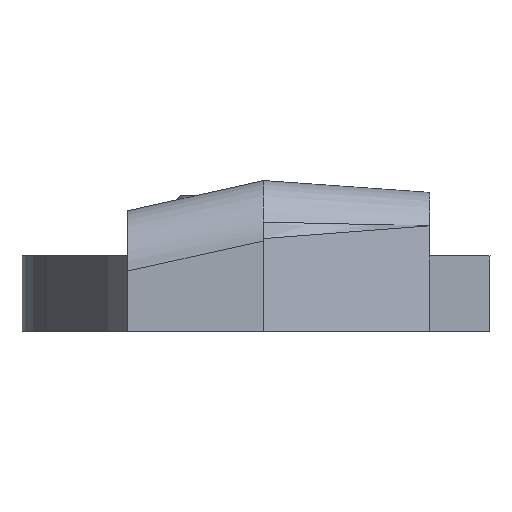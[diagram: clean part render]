
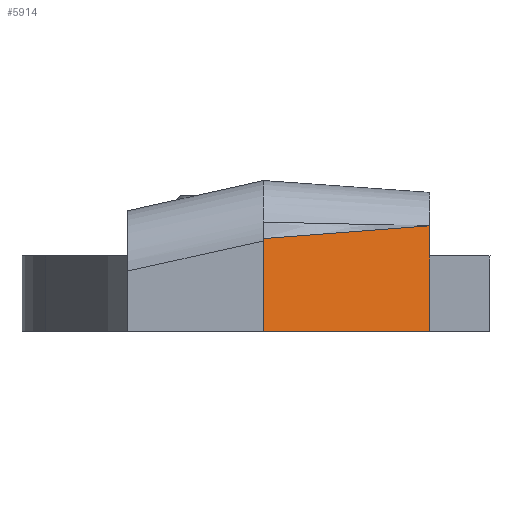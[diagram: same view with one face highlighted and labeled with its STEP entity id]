
A CAD part, left-side view. The second image highlights one B-rep face of the part: STEP entity #5914.
In plain terms, the highlighted free-form (B-spline) face has degree [1, 1] with [2, 2] control points.
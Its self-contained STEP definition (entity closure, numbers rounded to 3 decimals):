
#406 = PLANE('',#407);
#407 = AXIS2_PLACEMENT_3D('',#408,#409,#410);
#408 = CARTESIAN_POINT('',(-37.755,6.,36.928
    ));
#409 = DIRECTION('',(0.,1.,0.));
#410 = DIRECTION('',(1.,0.,0.));
#2530 = VERTEX_POINT('',#2531);
#2531 = CARTESIAN_POINT('',(-55.5,6.,
    33.));
#2545 = B_SPLINE_SURFACE_WITH_KNOTS('',1,1,(
    (#2546,#2547)
    ,(#2548,#2549
  )),.UNSPECIFIED.,.F.,.F.,.F.,(2,2),(2,2),(0.,39.999),(0.,1.),
  .PIECEWISE_BEZIER_KNOTS.);
#2546 = CARTESIAN_POINT('',(-19.,17.,
    33.));
#2547 = CARTESIAN_POINT('',(-19.,6.,
    33.));
#2548 = CARTESIAN_POINT('',(-58.999,17.,
    33.));
#2549 = CARTESIAN_POINT('',(-55.5,6.,
    33.));
#2556 = EDGE_CURVE('',#2530,#2557,#2559,.T.);
#2557 = VERTEX_POINT('',#2558);
#2558 = CARTESIAN_POINT('',(-55.5,6.,
    40.));
#2559 = SURFACE_CURVE('',#2560,(#2564,#2571),.PCURVE_S1.);
#2560 = LINE('',#2561,#2562);
#2561 = CARTESIAN_POINT('',(-55.5,6.,
    33.));
#2562 = VECTOR('',#2563,1.);
#2563 = DIRECTION('',(0.,0.,1.));
#2564 = PCURVE('',#406,#2565);
#2565 = DEFINITIONAL_REPRESENTATION('',(#2566),#2570);
#2566 = LINE('',#2567,#2568);
#2567 = CARTESIAN_POINT('',(-17.745,3.928));
#2568 = VECTOR('',#2569,1.);
#2569 = DIRECTION('',(0.,-1.));
#2570 = ( GEOMETRIC_REPRESENTATION_CONTEXT(2) 
PARAMETRIC_REPRESENTATION_CONTEXT() REPRESENTATION_CONTEXT('2D SPACE',''
  ) );
#2571 = PCURVE('',#2572,#2577);
#2572 = B_SPLINE_SURFACE_WITH_KNOTS('',1,1,(
    (#2573,#2574)
    ,(#2575,#2576
    )),.UNSPECIFIED.,.F.,.F.,.F.,(2,2),(2,2),(0.,7.),(0.,1.),
  .PIECEWISE_BEZIER_KNOTS.);
#2573 = CARTESIAN_POINT('',(-58.999,17.,
    33.));
#2574 = CARTESIAN_POINT('',(-55.5,6.,
    33.));
#2575 = CARTESIAN_POINT('',(-58.999,17.,
    39.155));
#2576 = CARTESIAN_POINT('',(-55.5,6.,
    40.));
#2577 = DEFINITIONAL_REPRESENTATION('',(#2578),#2582);
#2578 = LINE('',#2579,#2580);
#2579 = CARTESIAN_POINT('',(0.,1.));
#2580 = VECTOR('',#2581,1.);
#2581 = DIRECTION('',(1.,0.));
#2582 = ( GEOMETRIC_REPRESENTATION_CONTEXT(2) 
PARAMETRIC_REPRESENTATION_CONTEXT() REPRESENTATION_CONTEXT('2D SPACE',''
  ) );
#2600 = B_SPLINE_SURFACE_WITH_KNOTS('',1,1,(
    (#2601,#2602)
    ,(#2603,#2604
    )),.UNSPECIFIED.,.F.,.F.,.F.,(2,2),(2,2),(0.,1.3),(0.,1.),
  .PIECEWISE_BEZIER_KNOTS.);
#2601 = CARTESIAN_POINT('',(-58.999,17.,
    39.155));
#2602 = CARTESIAN_POINT('',(-55.5,6.,
    40.));
#2603 = CARTESIAN_POINT('',(-58.802,17.,
    40.244));
#2604 = CARTESIAN_POINT('',(-54.2,6.,
    40.));
#4678 = VERTEX_POINT('',#4679);
#4679 = CARTESIAN_POINT('',(-58.999,17.,
    33.));
#4715 = PLANE('',#4716);
#4716 = AXIS2_PLACEMENT_3D('',#4717,#4718,#4719);
#4717 = CARTESIAN_POINT('',(-39.659,17.,
    36.808));
#4718 = DIRECTION('',(0.,1.,0.));
#4719 = DIRECTION('',(0.,0.,1.));
#4800 = VERTEX_POINT('',#4801);
#4801 = CARTESIAN_POINT('',(-58.999,17.,
    39.091));
#4840 = PLANE('',#4841);
#4841 = AXIS2_PLACEMENT_3D('',#4842,#4843,#4844);
#4842 = CARTESIAN_POINT('',(-40.494,17.,
    36.836));
#4843 = DIRECTION('',(0.,1.,0.));
#4844 = DIRECTION('',(0.,0.,1.));
#5802 = EDGE_CURVE('',#4678,#2530,#5803,.T.);
#5803 = SURFACE_CURVE('',#5804,(#5807,#5814),.PCURVE_S1.);
#5804 = B_SPLINE_CURVE_WITH_KNOTS('',1,(#5805,#5806),.UNSPECIFIED.,.F.,
  .F.,(2,2),(0.,1.),.PIECEWISE_BEZIER_KNOTS.);
#5805 = CARTESIAN_POINT('',(-58.999,17.,
    33.));
#5806 = CARTESIAN_POINT('',(-55.5,6.,
    33.));
#5807 = PCURVE('',#2545,#5808);
#5808 = DEFINITIONAL_REPRESENTATION('',(#5809),#5813);
#5809 = LINE('',#5810,#5811);
#5810 = CARTESIAN_POINT('',(39.999,0.));
#5811 = VECTOR('',#5812,1.);
#5812 = DIRECTION('',(0.,1.));
#5813 = ( GEOMETRIC_REPRESENTATION_CONTEXT(2) 
PARAMETRIC_REPRESENTATION_CONTEXT() REPRESENTATION_CONTEXT('2D SPACE',''
  ) );
#5814 = PCURVE('',#2572,#5815);
#5815 = DEFINITIONAL_REPRESENTATION('',(#5816),#5820);
#5816 = LINE('',#5817,#5818);
#5817 = CARTESIAN_POINT('',(0.,0.));
#5818 = VECTOR('',#5819,1.);
#5819 = DIRECTION('',(0.,1.));
#5820 = ( GEOMETRIC_REPRESENTATION_CONTEXT(2) 
PARAMETRIC_REPRESENTATION_CONTEXT() REPRESENTATION_CONTEXT('2D SPACE',''
  ) );
#5852 = VERTEX_POINT('',#5853);
#5853 = CARTESIAN_POINT('',(-58.999,17.,
    39.155));
#5895 = EDGE_CURVE('',#5852,#2557,#5896,.T.);
#5896 = SURFACE_CURVE('',#5897,(#5900,#5907),.PCURVE_S1.);
#5897 = B_SPLINE_CURVE_WITH_KNOTS('',1,(#5898,#5899),.UNSPECIFIED.,.F.,
  .F.,(2,2),(0.,1.),.PIECEWISE_BEZIER_KNOTS.);
#5898 = CARTESIAN_POINT('',(-58.999,17.,
    39.155));
#5899 = CARTESIAN_POINT('',(-55.5,6.,
    40.));
#5900 = PCURVE('',#2600,#5901);
#5901 = DEFINITIONAL_REPRESENTATION('',(#5902),#5906);
#5902 = LINE('',#5903,#5904);
#5903 = CARTESIAN_POINT('',(0.,0.));
#5904 = VECTOR('',#5905,1.);
#5905 = DIRECTION('',(0.,1.));
#5906 = ( GEOMETRIC_REPRESENTATION_CONTEXT(2) 
PARAMETRIC_REPRESENTATION_CONTEXT() REPRESENTATION_CONTEXT('2D SPACE',''
  ) );
#5907 = PCURVE('',#2572,#5908);
#5908 = DEFINITIONAL_REPRESENTATION('',(#5909),#5913);
#5909 = LINE('',#5910,#5911);
#5910 = CARTESIAN_POINT('',(7.,0.));
#5911 = VECTOR('',#5912,1.);
#5912 = DIRECTION('',(0.,1.));
#5913 = ( GEOMETRIC_REPRESENTATION_CONTEXT(2) 
PARAMETRIC_REPRESENTATION_CONTEXT() REPRESENTATION_CONTEXT('2D SPACE',''
  ) );
#5914 = ADVANCED_FACE('',(#5915),#2572,.F.);
#5915 = FACE_BOUND('',#5916,.F.);
#5916 = EDGE_LOOP('',(#5917,#5937,#5957,#5958,#5959));
#5917 = ORIENTED_EDGE('',*,*,#5918,.T.);
#5918 = EDGE_CURVE('',#4678,#4800,#5919,.T.);
#5919 = SURFACE_CURVE('',#5920,(#5924,#5930),.PCURVE_S1.);
#5920 = LINE('',#5921,#5922);
#5921 = CARTESIAN_POINT('',(-58.999,17.,
    33.));
#5922 = VECTOR('',#5923,1.);
#5923 = DIRECTION('',(0.,0.,1.));
#5924 = PCURVE('',#2572,#5925);
#5925 = DEFINITIONAL_REPRESENTATION('',(#5926),#5929);
#5926 = B_SPLINE_CURVE_WITH_KNOTS('',1,(#5927,#5928),.UNSPECIFIED.,.F.,
  .F.,(2,2),(0.,6.155),.PIECEWISE_BEZIER_KNOTS.);
#5927 = CARTESIAN_POINT('',(0.,0.));
#5928 = CARTESIAN_POINT('',(7.,0.));
#5929 = ( GEOMETRIC_REPRESENTATION_CONTEXT(2) 
PARAMETRIC_REPRESENTATION_CONTEXT() REPRESENTATION_CONTEXT('2D SPACE',''
  ) );
#5930 = PCURVE('',#4715,#5931);
#5931 = DEFINITIONAL_REPRESENTATION('',(#5932),#5936);
#5932 = LINE('',#5933,#5934);
#5933 = CARTESIAN_POINT('',(-3.808,-19.34));
#5934 = VECTOR('',#5935,1.);
#5935 = DIRECTION('',(1.,-0.));
#5936 = ( GEOMETRIC_REPRESENTATION_CONTEXT(2) 
PARAMETRIC_REPRESENTATION_CONTEXT() REPRESENTATION_CONTEXT('2D SPACE',''
  ) );
#5937 = ORIENTED_EDGE('',*,*,#5938,.T.);
#5938 = EDGE_CURVE('',#4800,#5852,#5939,.T.);
#5939 = SURFACE_CURVE('',#5940,(#5944,#5950),.PCURVE_S1.);
#5940 = LINE('',#5941,#5942);
#5941 = CARTESIAN_POINT('',(-58.999,17.,
    33.));
#5942 = VECTOR('',#5943,1.);
#5943 = DIRECTION('',(0.,0.,1.));
#5944 = PCURVE('',#2572,#5945);
#5945 = DEFINITIONAL_REPRESENTATION('',(#5946),#5949);
#5946 = B_SPLINE_CURVE_WITH_KNOTS('',1,(#5947,#5948),.UNSPECIFIED.,.F.,
  .F.,(2,2),(0.,6.155),.PIECEWISE_BEZIER_KNOTS.);
#5947 = CARTESIAN_POINT('',(0.,0.));
#5948 = CARTESIAN_POINT('',(7.,0.));
#5949 = ( GEOMETRIC_REPRESENTATION_CONTEXT(2) 
PARAMETRIC_REPRESENTATION_CONTEXT() REPRESENTATION_CONTEXT('2D SPACE',''
  ) );
#5950 = PCURVE('',#4840,#5951);
#5951 = DEFINITIONAL_REPRESENTATION('',(#5952),#5956);
#5952 = LINE('',#5953,#5954);
#5953 = CARTESIAN_POINT('',(-3.836,-18.505));
#5954 = VECTOR('',#5955,1.);
#5955 = DIRECTION('',(1.,-0.));
#5956 = ( GEOMETRIC_REPRESENTATION_CONTEXT(2) 
PARAMETRIC_REPRESENTATION_CONTEXT() REPRESENTATION_CONTEXT('2D SPACE',''
  ) );
#5957 = ORIENTED_EDGE('',*,*,#5895,.T.);
#5958 = ORIENTED_EDGE('',*,*,#2556,.F.);
#5959 = ORIENTED_EDGE('',*,*,#5802,.F.);
